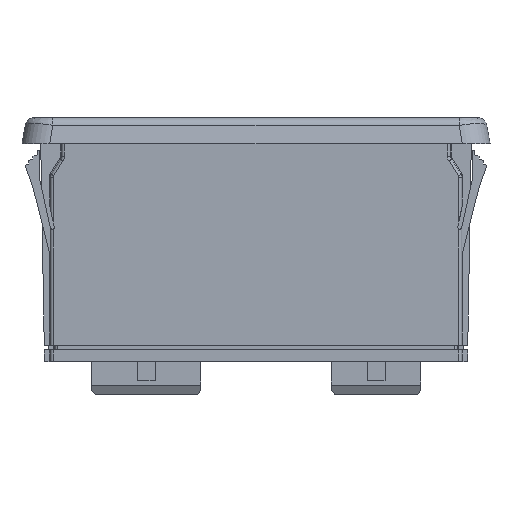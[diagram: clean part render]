
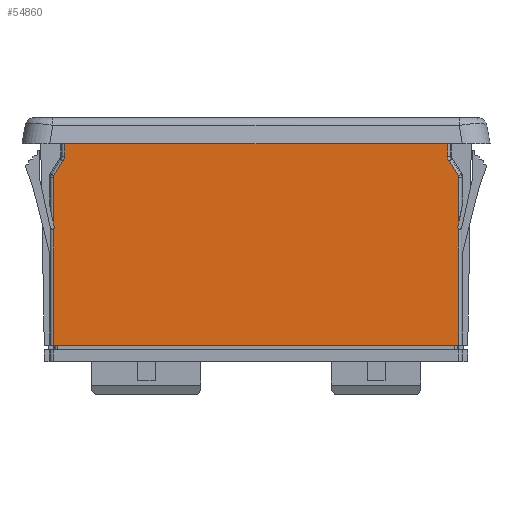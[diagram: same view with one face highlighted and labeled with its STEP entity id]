
A CAD part, front view. The second image highlights one B-rep face of the part: STEP entity #54860.
In plain terms, the highlighted planar face has unit normal (0, -1, -0.018).
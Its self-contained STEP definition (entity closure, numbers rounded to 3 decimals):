
#7040=CARTESIAN_POINT('',(40.92,-22.5,26.));
#7050=VERTEX_POINT('',#7040);
#7080=CARTESIAN_POINT('',(0.,-22.5,26.));
#7090=DIRECTION('',(1.,0.,0.));
#7100=VECTOR('',#7090,1.);
#7110=LINE('',#7080,#7100);
#7120=CARTESIAN_POINT('',(-40.92,-22.5,26.));
#7130=VERTEX_POINT('',#7120);
#7140=EDGE_CURVE('',#7130,#7050,#7110,.T.);
#53180=CARTESIAN_POINT('',(38.743,-22.081,2.004))
;
#53190=DIRECTION('',(0.,-1.,-0.017));
#53200=DIRECTION('',(0.,-0.017,1.));
#53210=AXIS2_PLACEMENT_3D('',#53180,#53190,#53200);
#53220=PLANE('',#53210);
#53230=CARTESIAN_POINT('',(40.92,-22.453,
23.289));
#53240=CARTESIAN_POINT('',(40.92,-22.45,
23.116));
#53250=CARTESIAN_POINT('',(40.94,-22.447,
22.944));
#53260=CARTESIAN_POINT('',(40.979,-22.444,
22.774));
#53270=CARTESIAN_POINT('',(41.037,-22.441,
22.609));
#53280=CARTESIAN_POINT('',(41.112,-22.438,
22.453));
#53290=CARTESIAN_POINT('',(41.205,-22.436,
22.307));
#53300=B_SPLINE_CURVE_WITH_KNOTS('',6,(#53230,#53240,#53250,#53260,
#53270,#53280,#53290),.UNSPECIFIED.,.F.,.F.,(7,7),(0.,1.),.UNSPECIFIED.)
;
#53310=CARTESIAN_POINT('',(40.92,-22.453,23.289));
#53320=VERTEX_POINT('',#53310);
#53330=CARTESIAN_POINT('',(41.205,-22.436,
22.307));
#53340=VERTEX_POINT('',#53330);
#53350=EDGE_CURVE('',#53320,#53340,#53300,.T.);
#53360=ORIENTED_EDGE('',*,*,#53350,.F.);
#53370=CARTESIAN_POINT('',(55.34,-22.046,
-0.011));
#53380=DIRECTION('',(-0.535,-0.015,
0.845));
#53390=VECTOR('',#53380,1.);
#53400=LINE('',#53370,#53390);
#53410=CARTESIAN_POINT('',(43.245,-22.379,
19.085));
#53420=VERTEX_POINT('',#53410);
#53430=EDGE_CURVE('',#53420,#53340,#53400,.T.);
#53440=ORIENTED_EDGE('',*,*,#53430,.T.);
#53450=CARTESIAN_POINT('',(43.245,-22.379,
19.085));
#53460=CARTESIAN_POINT('',(43.274,-22.379,
19.04));
#53470=CARTESIAN_POINT('',(43.297,-22.378,
18.992));
#53480=CARTESIAN_POINT('',(43.315,-22.377,
18.941));
#53490=CARTESIAN_POINT('',(43.327,-22.376,
18.889));
#53500=CARTESIAN_POINT('',(43.333,-22.375,18.836));
#53510=CARTESIAN_POINT('',(43.333,-22.374,18.783));
#53520=B_SPLINE_CURVE_WITH_KNOTS('',6,(#53450,#53460,#53470,#53480,
#53490,#53500,#53510),.UNSPECIFIED.,.F.,.F.,(7,7),(0.,1.),.UNSPECIFIED.)
;
#53530=CARTESIAN_POINT('',(43.333,-22.374,18.783));
#53540=VERTEX_POINT('',#53530);
#53550=EDGE_CURVE('',#53420,#53540,#53520,.T.);
#53560=ORIENTED_EDGE('',*,*,#53550,.F.);
#53570=CARTESIAN_POINT('',(43.333,-22.046,-0.011)
);
#53580=DIRECTION('',(0.,-0.017,1.));
#53590=VECTOR('',#53580,1.);
#53600=LINE('',#53570,#53590);
#53610=CARTESIAN_POINT('',(43.333,-22.208,9.282));
#53620=VERTEX_POINT('',#53610);
#53630=EDGE_CURVE('',#53620,#53540,#53600,.T.);
#53640=ORIENTED_EDGE('',*,*,#53630,.T.);
#53650=CARTESIAN_POINT('',(41.376,-22.046,0.));
#53660=DIRECTION('',(0.206,-0.017,
0.978));
#53670=VECTOR('',#53660,1.);
#53680=LINE('',#53650,#53670);
#53690=CARTESIAN_POINT('',(43.123,-22.191,
8.286));
#53700=VERTEX_POINT('',#53690);
#53710=EDGE_CURVE('',#53700,#53620,#53680,.T.);
#53720=ORIENTED_EDGE('',*,*,#53710,.T.);
#53730=CARTESIAN_POINT('',(43.546,-22.188,
8.145));
#53740=DIRECTION('',(0.,-1.,-0.017));
#53750=DIRECTION('',(0.,-0.017,1.));
#53760=AXIS2_PLACEMENT_3D('',#53730,#53740,#53750);
#53770=ELLIPSE('',#53760,0.445,0.445);
#53780=CARTESIAN_POINT('',(43.1,-22.188,
8.145));
#53790=VERTEX_POINT('',#53780);
#53800=EDGE_CURVE('',#53700,#53790,#53770,.T.);
#53810=ORIENTED_EDGE('',*,*,#53800,.F.);
#53820=CARTESIAN_POINT('',(43.333,-22.182,7.754));
#53830=VERTEX_POINT('',#53820);
#53840=EDGE_CURVE('',#53790,#53830,#53770,.T.);
#53850=ORIENTED_EDGE('',*,*,#53840,.F.);
#53860=CARTESIAN_POINT('',(43.333,-22.046,-0.011)
);
#53870=DIRECTION('',(0.,0.017,-1.));
#53880=VECTOR('',#53870,1.);
#53890=LINE('',#53860,#53880);
#53900=CARTESIAN_POINT('',(43.333,-21.749,-17.05));
#53910=VERTEX_POINT('',#53900);
#53920=EDGE_CURVE('',#53830,#53910,#53890,.T.);
#53930=ORIENTED_EDGE('',*,*,#53920,.F.);
#53940=CARTESIAN_POINT('',(0.,-21.749,-17.05));
#53950=DIRECTION('',(-1.,0.,0.));
#53960=VECTOR('',#53950,1.);
#53970=LINE('',#53940,#53960);
#53980=CARTESIAN_POINT('',(-43.333,-21.749,-17.05));
#53990=VERTEX_POINT('',#53980);
#54000=EDGE_CURVE('',#53910,#53990,#53970,.T.);
#54010=ORIENTED_EDGE('',*,*,#54000,.F.);
#54020=CARTESIAN_POINT('',(-43.333,-22.046,-0.011
));
#54030=DIRECTION('',(0.,-0.017,1.));
#54040=VECTOR('',#54030,1.);
#54050=LINE('',#54020,#54040);
#54060=CARTESIAN_POINT('',(-43.333,-22.182,7.754));
#54070=VERTEX_POINT('',#54060);
#54080=EDGE_CURVE('',#53990,#54070,#54050,.T.);
#54090=ORIENTED_EDGE('',*,*,#54080,.F.);
#54100=CARTESIAN_POINT('',(-43.546,-22.188,
8.145));
#54110=DIRECTION('',(0.,-1.,-0.017));
#54120=DIRECTION('',(0.,-0.017,1.));
#54130=AXIS2_PLACEMENT_3D('',#54100,#54110,#54120);
#54140=ELLIPSE('',#54130,0.445,0.445);
#54150=CARTESIAN_POINT('',(-43.1,-22.188,
8.145));
#54160=VERTEX_POINT('',#54150);
#54170=EDGE_CURVE('',#54070,#54160,#54140,.T.);
#54180=ORIENTED_EDGE('',*,*,#54170,.F.);
#54190=CARTESIAN_POINT('',(-43.123,-22.191,
8.286));
#54200=VERTEX_POINT('',#54190);
#54210=EDGE_CURVE('',#54160,#54200,#54140,.T.);
#54220=ORIENTED_EDGE('',*,*,#54210,.F.);
#54230=CARTESIAN_POINT('',(-41.376,-22.046,0.));
#54240=DIRECTION('',(0.206,0.017,
-0.978));
#54250=VECTOR('',#54240,1.);
#54260=LINE('',#54230,#54250);
#54270=CARTESIAN_POINT('',(-43.333,-22.208,9.282));
#54280=VERTEX_POINT('',#54270);
#54290=EDGE_CURVE('',#54280,#54200,#54260,.T.);
#54300=ORIENTED_EDGE('',*,*,#54290,.T.);
#54310=CARTESIAN_POINT('',(-43.333,-22.046,-0.011
));
#54320=DIRECTION('',(0.,-0.017,1.));
#54330=VECTOR('',#54320,1.);
#54340=LINE('',#54310,#54330);
#54350=CARTESIAN_POINT('',(-43.333,-22.374,18.783));
#54360=VERTEX_POINT('',#54350);
#54370=EDGE_CURVE('',#54280,#54360,#54340,.T.);
#54380=ORIENTED_EDGE('',*,*,#54370,.F.);
#54390=CARTESIAN_POINT('',(-43.333,-22.374,18.783));
#54400=CARTESIAN_POINT('',(-43.333,-22.375,18.836));
#54410=CARTESIAN_POINT('',(-43.327,-22.376,
18.889));
#54420=CARTESIAN_POINT('',(-43.315,-22.377,
18.941));
#54430=CARTESIAN_POINT('',(-43.297,-22.378,
18.992));
#54440=CARTESIAN_POINT('',(-43.274,-22.379,
19.04));
#54450=CARTESIAN_POINT('',(-43.245,-22.379,
19.085));
#54460=B_SPLINE_CURVE_WITH_KNOTS('',6,(#54390,#54400,#54410,#54420,
#54430,#54440,#54450),.UNSPECIFIED.,.F.,.F.,(7,7),(0.,1.),.UNSPECIFIED.)
;
#54470=CARTESIAN_POINT('',(-43.245,-22.379,
19.085));
#54480=VERTEX_POINT('',#54470);
#54490=EDGE_CURVE('',#54360,#54480,#54460,.T.);
#54500=ORIENTED_EDGE('',*,*,#54490,.F.);
#54510=CARTESIAN_POINT('',(-55.34,-22.046,
-0.011));
#54520=DIRECTION('',(-0.535,0.015,
-0.845));
#54530=VECTOR('',#54520,1.);
#54540=LINE('',#54510,#54530);
#54550=CARTESIAN_POINT('',(-41.205,-22.436,
22.307));
#54560=VERTEX_POINT('',#54550);
#54570=EDGE_CURVE('',#54560,#54480,#54540,.T.);
#54580=ORIENTED_EDGE('',*,*,#54570,.T.);
#54590=CARTESIAN_POINT('',(-41.205,-22.436,
22.307));
#54600=CARTESIAN_POINT('',(-41.112,-22.438,
22.453));
#54610=CARTESIAN_POINT('',(-41.037,-22.441,
22.609));
#54620=CARTESIAN_POINT('',(-40.979,-22.444,
22.774));
#54630=CARTESIAN_POINT('',(-40.94,-22.447,
22.944));
#54640=CARTESIAN_POINT('',(-40.92,-22.45,23.116));
#54650=CARTESIAN_POINT('',(-40.92,-22.453,23.289));
#54660=B_SPLINE_CURVE_WITH_KNOTS('',6,(#54590,#54600,#54610,#54620,
#54630,#54640,#54650),.UNSPECIFIED.,.F.,.F.,(7,7),(0.,1.),.UNSPECIFIED.)
;
#54670=CARTESIAN_POINT('',(-40.92,-22.453,23.289));
#54680=VERTEX_POINT('',#54670);
#54690=EDGE_CURVE('',#54560,#54680,#54660,.T.);
#54700=ORIENTED_EDGE('',*,*,#54690,.F.);
#54710=CARTESIAN_POINT('',(-40.92,-22.046,-0.011)
);
#54720=DIRECTION('',(0.,-0.017,1.));
#54730=VECTOR('',#54720,1.);
#54740=LINE('',#54710,#54730);
#54750=EDGE_CURVE('',#54680,#7130,#54740,.T.);
#54760=ORIENTED_EDGE('',*,*,#54750,.F.);
#54770=ORIENTED_EDGE('',*,*,#7140,.F.);
#54780=CARTESIAN_POINT('',(40.92,-22.046,-0.011))
;
#54790=DIRECTION('',(0.,-0.017,1.));
#54800=VECTOR('',#54790,1.);
#54810=LINE('',#54780,#54800);
#54820=EDGE_CURVE('',#53320,#7050,#54810,.T.);
#54830=ORIENTED_EDGE('',*,*,#54820,.T.);
#54840=EDGE_LOOP('',(#54830,#54770,#54760,#54700,#54580,#54500,#54380,
#54300,#54220,#54180,#54090,#54010,#53930,#53850,#53810,#53720,#53640,
#53560,#53440,#53360));
#54850=FACE_OUTER_BOUND('',#54840,.T.);
#54860=ADVANCED_FACE('',(#54850),#53220,.T.);
